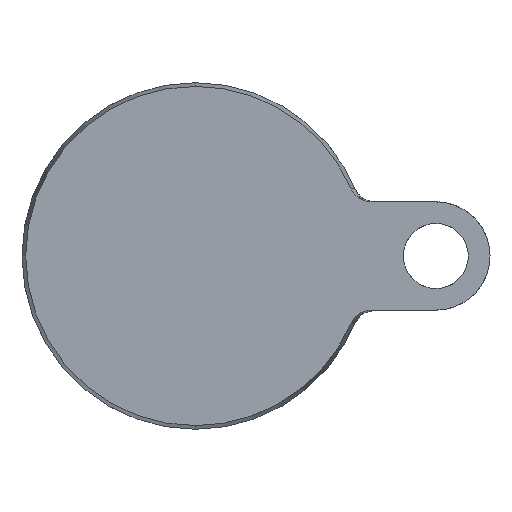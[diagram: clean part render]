
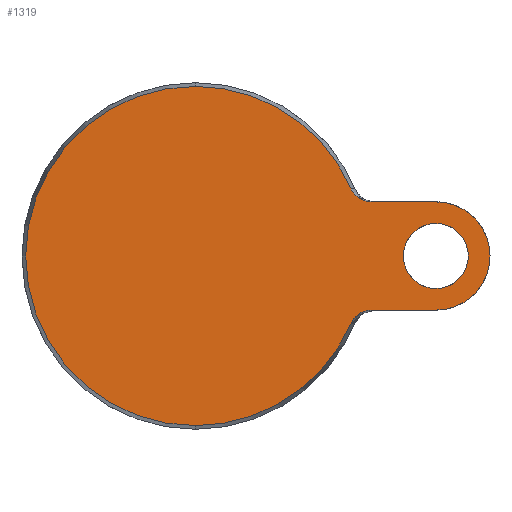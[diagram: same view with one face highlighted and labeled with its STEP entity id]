
A CAD part, front view. The second image highlights one B-rep face of the part: STEP entity #1319.
In plain terms, the highlighted planar face has unit normal (0, -1, 0).
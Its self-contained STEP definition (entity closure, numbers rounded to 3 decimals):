
#11 = CARTESIAN_POINT ( 'NONE',  ( 36.857, 0., -14.106 ) ) ;
#16 = CARTESIAN_POINT ( 'NONE',  ( 35.928, 0., -15.535 ) ) ;
#24 = AXIS2_PLACEMENT_3D ( 'NONE', #267, #1295, #1439 ) ;
#26 = CARTESIAN_POINT ( 'NONE',  ( 40.579, 0., 12.5 ) ) ;
#27 = ORIENTED_EDGE ( 'NONE', *, *, #1146, .T. ) ;
#41 = AXIS2_PLACEMENT_3D ( 'NONE', #1454, #1090, #1446 ) ;
#64 = CARTESIAN_POINT ( 'NONE',  ( 55.5, 0., 0. ) ) ;
#68 = PLANE ( 'NONE',  #24 ) ;
#80 = CARTESIAN_POINT ( 'NONE',  ( 55.5, 0., 0. ) ) ;
#106 = DIRECTION ( 'NONE',  ( 0., 1., 0. ) ) ;
#113 = CARTESIAN_POINT ( 'NONE',  ( 40.579, 0., -12.5 ) ) ;
#123 = CARTESIAN_POINT ( 'NONE',  ( 35.928, 0., 15.535 ) ) ;
#154 = VERTEX_POINT ( 'NONE', #1420 ) ;
#161 = LINE ( 'NONE', #740, #411 ) ;
#168 = CARTESIAN_POINT ( 'NONE',  ( 36.861, 0., 14.101 ) ) ;
#188 = ORIENTED_EDGE ( 'NONE', *, *, #1127, .F. ) ;
#191 = CARTESIAN_POINT ( 'NONE',  ( 0., 0., 0. ) ) ;
#210 = DIRECTION ( 'NONE',  ( 0., -1., 0. ) ) ;
#230 = CIRCLE ( 'NONE', #324, 39.143 ) ;
#236 = CARTESIAN_POINT ( 'NONE',  ( 35.928, 0., -15.535 ) ) ;
#238 = CARTESIAN_POINT ( 'NONE',  ( 40.579, 0., 12.5 ) ) ;
#241 = CARTESIAN_POINT ( 'NONE',  ( 37.397, 0., -13.606 ) ) ;
#249 = CARTESIAN_POINT ( 'NONE',  ( 38.663, 0., -12.866 ) ) ;
#265 = LINE ( 'NONE', #1054, #687 ) ;
#267 = CARTESIAN_POINT ( 'NONE',  ( -39.143, 0., 0. ) ) ;
#269 = EDGE_CURVE ( 'NONE', #727, #921, #1353, .T. ) ;
#300 = DIRECTION ( 'NONE',  ( 0., 0., -1. ) ) ;
#301 = CIRCLE ( 'NONE', #1049, 7.5 ) ;
#324 = AXIS2_PLACEMENT_3D ( 'NONE', #630, #1437, #986 ) ;
#352 = CARTESIAN_POINT ( 'NONE',  ( 38., 0., -13.192 ) ) ;
#362 = CARTESIAN_POINT ( 'NONE',  ( 36.381, 0., -14.668 ) ) ;
#374 = VERTEX_POINT ( 'NONE', #802 ) ;
#388 = CARTESIAN_POINT ( 'NONE',  ( 35.928, 0., 15.535 ) ) ;
#411 = VECTOR ( 'NONE', #413, 1000. ) ;
#413 = DIRECTION ( 'NONE',  ( -1., 0., 0. ) ) ;
#448 = ORIENTED_EDGE ( 'NONE', *, *, #582, .F. ) ;
#460 = VERTEX_POINT ( 'NONE', #587 ) ;
#463 = CARTESIAN_POINT ( 'NONE',  ( 37.598, 0., 13.453 ) ) ;
#474 = CARTESIAN_POINT ( 'NONE',  ( 39.603, 0., 12.57 ) ) ;
#493 = CARTESIAN_POINT ( 'NONE',  ( 36.388, 0., 14.659 ) ) ;
#502 = CARTESIAN_POINT ( 'NONE',  ( 37.4, 0., 13.603 ) ) ;
#516 = CIRCLE ( 'NONE', #641, 12.5 ) ;
#521 = DIRECTION ( 'NONE',  ( 0., 0., 1. ) ) ;
#522 = VERTEX_POINT ( 'NONE', #1172 ) ;
#557 = ORIENTED_EDGE ( 'NONE', *, *, #1222, .T. ) ;
#566 = CARTESIAN_POINT ( 'NONE',  ( 38.218, 0., -13.072 ) ) ;
#580 = CARTESIAN_POINT ( 'NONE',  ( 38.665, 0., 12.866 ) ) ;
#582 = EDGE_CURVE ( 'NONE', #918, #522, #265, .T. ) ;
#587 = CARTESIAN_POINT ( 'NONE',  ( 55.5, 0., -7.5 ) ) ;
#598 = CARTESIAN_POINT ( 'NONE',  ( 37.591, 0., -13.458 ) ) ;
#626 = CARTESIAN_POINT ( 'NONE',  ( 37.032, 0., 13.927 ) ) ;
#630 = CARTESIAN_POINT ( 'NONE',  ( 0., 0., 0. ) ) ;
#641 = AXIS2_PLACEMENT_3D ( 'NONE', #80, #1229, #1460 ) ;
#687 = VECTOR ( 'NONE', #1068, 1000. ) ;
#691 = CARTESIAN_POINT ( 'NONE',  ( 40.085, 0., -12.5 ) ) ;
#695 = ORIENTED_EDGE ( 'NONE', *, *, #1055, .F. ) ;
#700 = EDGE_CURVE ( 'NONE', #1228, #727, #1233, .T. ) ;
#725 = EDGE_CURVE ( 'NONE', #460, #374, #301, .T. ) ;
#727 = VERTEX_POINT ( 'NONE', #1218 ) ;
#731 = EDGE_CURVE ( 'NONE', #921, #1216, #230, .T. ) ;
#740 = CARTESIAN_POINT ( 'NONE',  ( 15., 0., -12.5 ) ) ;
#802 = CARTESIAN_POINT ( 'NONE',  ( 55.5, 0., 7.5 ) ) ;
#808 = CARTESIAN_POINT ( 'NONE',  ( 38.897, 0., 12.778 ) ) ;
#816 = CARTESIAN_POINT ( 'NONE',  ( 37.031, 0., -13.929 ) ) ;
#846 = CARTESIAN_POINT ( 'NONE',  ( 36.124, 0., 15.081 ) ) ;
#886 = DIRECTION ( 'NONE',  ( 0., 0., 1. ) ) ;
#892 = ORIENTED_EDGE ( 'NONE', *, *, #731, .T. ) ;
#897 = CARTESIAN_POINT ( 'NONE',  ( 0., 0., -39.143 ) ) ;
#914 = CARTESIAN_POINT ( 'NONE',  ( 36.124, 0., -15.081 ) ) ;
#918 = VERTEX_POINT ( 'NONE', #238 ) ;
#921 = VERTEX_POINT ( 'NONE', #897 ) ;
#930 = CARTESIAN_POINT ( 'NONE',  ( 38.008, 0., 13.187 ) ) ;
#935 = CARTESIAN_POINT ( 'NONE',  ( 38.221, 0., 13.07 ) ) ;
#986 = DIRECTION ( 'NONE',  ( 0., 0., -1. ) ) ;
#1007 = DIRECTION ( 'NONE',  ( 0., 1., 0. ) ) ;
#1042 = CARTESIAN_POINT ( 'NONE',  ( 39.592, 0., -12.572 ) ) ;
#1049 = AXIS2_PLACEMENT_3D ( 'NONE', #64, #1007, #521 ) ;
#1054 = CARTESIAN_POINT ( 'NONE',  ( 15., 0., 12.5 ) ) ;
#1055 = EDGE_CURVE ( 'NONE', #154, #1246, #161, .T. ) ;
#1068 = DIRECTION ( 'NONE',  ( 1., 0., 0. ) ) ;
#1090 = DIRECTION ( 'NONE',  ( 0., -1., 0. ) ) ;
#1125 = B_SPLINE_CURVE_WITH_KNOTS ( 'NONE', 3,
 ( #26, #1165, #474, #808, #580, #935, #930, #463, #502, #626, #168, #493, #846, #388 ),
 .UNSPECIFIED., .F., .F.,
 ( 4, 2, 2, 2, 2, 2, 4 ),
 ( 0., 0.001, 0.002, 0.003, 0.004, 0.004, 0.006 ),
 .UNSPECIFIED. ) ;
#1127 = EDGE_CURVE ( 'NONE', #522, #154, #516, .T. ) ;
#1146 = EDGE_CURVE ( 'NONE', #374, #460, #1355, .T. ) ;
#1150 = CARTESIAN_POINT ( 'NONE',  ( 38.891, 0., -12.781 ) ) ;
#1161 = AXIS2_PLACEMENT_3D ( 'NONE', #191, #210, #300 ) ;
#1165 = CARTESIAN_POINT ( 'NONE',  ( 40.085, 0., 12.5 ) ) ;
#1171 = ORIENTED_EDGE ( 'NONE', *, *, #700, .T. ) ;
#1172 = CARTESIAN_POINT ( 'NONE',  ( 55.5, 0., 12.5 ) ) ;
#1216 = VERTEX_POINT ( 'NONE', #236 ) ;
#1218 = CARTESIAN_POINT ( 'NONE',  ( 0., 0., 39.143 ) ) ;
#1222 = EDGE_CURVE ( 'NONE', #1216, #1246, #1352, .T. ) ;
#1224 = ORIENTED_EDGE ( 'NONE', *, *, #725, .T. ) ;
#1228 = VERTEX_POINT ( 'NONE', #123 ) ;
#1229 = DIRECTION ( 'NONE',  ( 0., 1., 0. ) ) ;
#1233 = CIRCLE ( 'NONE', #41, 39.143 ) ;
#1246 = VERTEX_POINT ( 'NONE', #113 ) ;
#1290 = FACE_BOUND ( 'NONE', #1402, .T. ) ;
#1291 = ORIENTED_EDGE ( 'NONE', *, *, #269, .T. ) ;
#1295 = DIRECTION ( 'NONE',  ( 0., 1., 0. ) ) ;
#1314 = EDGE_CURVE ( 'NONE', #918, #1228, #1125, .T. ) ;
#1319 = ADVANCED_FACE ( 'NONE', ( #1421, #1290 ), #68, .F. ) ;
#1335 = CARTESIAN_POINT ( 'NONE',  ( 55.5, 0., 0. ) ) ;
#1352 = B_SPLINE_CURVE_WITH_KNOTS ( 'NONE', 3,
 ( #16, #914, #362, #11, #816, #241, #598, #352, #566, #249, #1150, #1042, #691, #1370 ),
 .UNSPECIFIED., .F., .F.,
 ( 4, 2, 2, 2, 2, 2, 4 ),
 ( 0., 0.001, 0.002, 0.003, 0.004, 0.004, 0.006 ),
 .UNSPECIFIED. ) ;
#1353 = CIRCLE ( 'NONE', #1161, 39.143 ) ;
#1355 = CIRCLE ( 'NONE', #1482, 7.5 ) ;
#1370 = CARTESIAN_POINT ( 'NONE',  ( 40.579, 0., -12.5 ) ) ;
#1383 = ORIENTED_EDGE ( 'NONE', *, *, #1314, .T. ) ;
#1402 = EDGE_LOOP ( 'NONE', ( #1224, #27 ) ) ;
#1420 = CARTESIAN_POINT ( 'NONE',  ( 55.5, 0., -12.5 ) ) ;
#1421 = FACE_OUTER_BOUND ( 'NONE', #1472, .T. ) ;
#1437 = DIRECTION ( 'NONE',  ( 0., -1., 0. ) ) ;
#1439 = DIRECTION ( 'NONE',  ( 0., 0., 1. ) ) ;
#1446 = DIRECTION ( 'NONE',  ( 0., 0., -1. ) ) ;
#1454 = CARTESIAN_POINT ( 'NONE',  ( 0., 0., 0. ) ) ;
#1460 = DIRECTION ( 'NONE',  ( 0., 0., -1. ) ) ;
#1472 = EDGE_LOOP ( 'NONE', ( #448, #1383, #1171, #1291, #892, #557, #695, #188 ) ) ;
#1482 = AXIS2_PLACEMENT_3D ( 'NONE', #1335, #106, #886 ) ;
